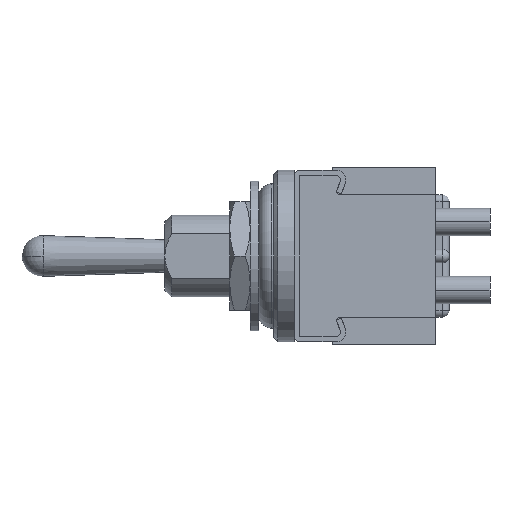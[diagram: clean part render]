
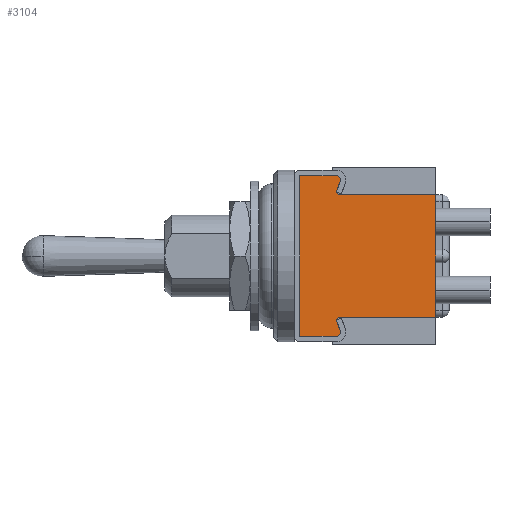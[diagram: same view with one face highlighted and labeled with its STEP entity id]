
A CAD part, left-side view. The second image highlights one B-rep face of the part: STEP entity #3104.
In plain terms, the highlighted planar face has unit normal (-1, 0, 0).
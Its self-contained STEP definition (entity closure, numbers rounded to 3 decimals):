
#135 = VERTEX_POINT ( 'NONE', #6128 ) ;
#157 = ORIENTED_EDGE ( 'NONE', *, *, #3093, .T. ) ;
#332 = LINE ( 'NONE', #5296, #5331 ) ;
#449 = EDGE_CURVE ( 'NONE', #5312, #135, #5732, .T. ) ;
#471 = VERTEX_POINT ( 'NONE', #8635 ) ;
#718 = ORIENTED_EDGE ( 'NONE', *, *, #3930, .T. ) ;
#975 = VERTEX_POINT ( 'NONE', #4230 ) ;
#1166 = FACE_OUTER_BOUND ( 'NONE', #8986, .T. ) ;
#1203 = ORIENTED_EDGE ( 'NONE', *, *, #2697, .F. ) ;
#1286 = LINE ( 'NONE', #1894, #4514 ) ;
#1331 = CARTESIAN_POINT ( 'NONE',  ( -7.4, 10., -5.9 ) ) ;
#1384 = LINE ( 'NONE', #3646, #4518 ) ;
#1487 = DIRECTION ( 'NONE',  ( 0., 0.329, 0.944 ) ) ;
#1593 = CARTESIAN_POINT ( 'NONE',  ( -7.4, 7.3, 5.9 ) ) ;
#1753 = AXIS2_PLACEMENT_3D ( 'NONE', #6767, #8121, #8798 ) ;
#1805 = CARTESIAN_POINT ( 'NONE',  ( -7.4, 7.3, -4.689 ) ) ;
#1894 = CARTESIAN_POINT ( 'NONE',  ( -7.4, 10., 5.9 ) ) ;
#1904 = EDGE_CURVE ( 'NONE', #6463, #5312, #1286, .T. ) ;
#1981 = DIRECTION ( 'NONE',  ( 0., -1., 0. ) ) ;
#2176 = ORIENTED_EDGE ( 'NONE', *, *, #4578, .T. ) ;
#2280 = ORIENTED_EDGE ( 'NONE', *, *, #5674, .F. ) ;
#2526 = CARTESIAN_POINT ( 'NONE',  ( -7.4, 0., 4.5 ) ) ;
#2571 = CARTESIAN_POINT ( 'NONE',  ( -7.4, 7.166, -4.5 ) ) ;
#2697 = EDGE_CURVE ( 'NONE', #3511, #8535, #2878, .T. ) ;
#2874 = CARTESIAN_POINT ( 'NONE',  ( -7.4, 7.166, 4.5 ) ) ;
#2878 = LINE ( 'NONE', #3543, #6597 ) ;
#3093 = EDGE_CURVE ( 'NONE', #8305, #8535, #3732, .T. ) ;
#3104 = ADVANCED_FACE ( 'NONE', ( #1166 ), #6065, .F. ) ;
#3119 = DIRECTION ( 'NONE',  ( 0., -0.579, -0.815 ) ) ;
#3232 = CARTESIAN_POINT ( 'NONE',  ( -7.4, 7.166, -4.5 ) ) ;
#3404 = LINE ( 'NONE', #6981, #3832 ) ;
#3459 = ORIENTED_EDGE ( 'NONE', *, *, #8745, .T. ) ;
#3511 = VERTEX_POINT ( 'NONE', #2526 ) ;
#3543 = CARTESIAN_POINT ( 'NONE',  ( -7.4, 0., 4.5 ) ) ;
#3592 = CARTESIAN_POINT ( 'NONE',  ( -7.4, 7.3, 5.6 ) ) ;
#3627 = DIRECTION ( 'NONE',  ( 0., -1., 0. ) ) ;
#3646 = CARTESIAN_POINT ( 'NONE',  ( -7.4, 10., 5.9 ) ) ;
#3685 = ORIENTED_EDGE ( 'NONE', *, *, #7498, .F. ) ;
#3732 = LINE ( 'NONE', #2571, #5058 ) ;
#3832 = VECTOR ( 'NONE', #1487, 1000. ) ;
#3930 = EDGE_CURVE ( 'NONE', #8333, #8956, #3404, .T. ) ;
#4035 = CARTESIAN_POINT ( 'NONE',  ( -7.4, 7.3, 5.6 ) ) ;
#4230 = CARTESIAN_POINT ( 'NONE',  ( -7.4, 7.3, -5.9 ) ) ;
#4239 = CARTESIAN_POINT ( 'NONE',  ( -7.4, 7.166, 4.5 ) ) ;
#4262 = EDGE_CURVE ( 'NONE', #8956, #8305, #4648, .T. ) ;
#4279 = DIRECTION ( 'NONE',  ( 0., 0., -1. ) ) ;
#4432 = VERTEX_POINT ( 'NONE', #4239 ) ;
#4514 = VECTOR ( 'NONE', #7471, 1000. ) ;
#4518 = VECTOR ( 'NONE', #7819, 1000. ) ;
#4530 = DIRECTION ( 'NONE',  ( 0., -1., 0. ) ) ;
#4578 = EDGE_CURVE ( 'NONE', #8866, #975, #5918, .T. ) ;
#4647 = VECTOR ( 'NONE', #7300, 1000. ) ;
#4648 = LINE ( 'NONE', #1805, #5080 ) ;
#4677 = ORIENTED_EDGE ( 'NONE', *, *, #5491, .F. ) ;
#4730 = DIRECTION ( 'NONE',  ( 0., 0., -1. ) ) ;
#4939 = ORIENTED_EDGE ( 'NONE', *, *, #449, .F. ) ;
#5009 = ORIENTED_EDGE ( 'NONE', *, *, #6444, .F. ) ;
#5058 = VECTOR ( 'NONE', #1981, 1000. ) ;
#5059 = DIRECTION ( 'NONE',  ( 1., 0., 0. ) ) ;
#5080 = VECTOR ( 'NONE', #8802, 1000. ) ;
#5296 = CARTESIAN_POINT ( 'NONE',  ( -7.4, 7.3, 4.689 ) ) ;
#5312 = VERTEX_POINT ( 'NONE', #1593 ) ;
#5331 = VECTOR ( 'NONE', #3119, 1000. ) ;
#5491 = EDGE_CURVE ( 'NONE', #471, #4432, #332, .T. ) ;
#5674 = EDGE_CURVE ( 'NONE', #4432, #3511, #6956, .T. ) ;
#5732 = CIRCLE ( 'NONE', #6252, 0.3 ) ;
#5811 = VECTOR ( 'NONE', #4530, 1000. ) ;
#5865 = ORIENTED_EDGE ( 'NONE', *, *, #1904, .F. ) ;
#5918 = LINE ( 'NONE', #7350, #5811 ) ;
#6065 = PLANE ( 'NONE',  #7696 ) ;
#6128 = CARTESIAN_POINT ( 'NONE',  ( -7.4, 7.017, 5.501 ) ) ;
#6222 = CARTESIAN_POINT ( 'NONE',  ( -7.4, 7.3, -4.689 ) ) ;
#6252 = AXIS2_PLACEMENT_3D ( 'NONE', #3592, #5059, #7180 ) ;
#6278 = VECTOR ( 'NONE', #3627, 1000. ) ;
#6444 = EDGE_CURVE ( 'NONE', #135, #471, #7821, .T. ) ;
#6463 = VERTEX_POINT ( 'NONE', #8013 ) ;
#6586 = CARTESIAN_POINT ( 'NONE',  ( -7.4, 7.017, 5.501 ) ) ;
#6597 = VECTOR ( 'NONE', #4279, 1000. ) ;
#6767 = CARTESIAN_POINT ( 'NONE',  ( -7.4, 7.3, -5.6 ) ) ;
#6956 = LINE ( 'NONE', #2874, #6278 ) ;
#6981 = CARTESIAN_POINT ( 'NONE',  ( -7.4, 7.017, -5.501 ) ) ;
#7016 = CARTESIAN_POINT ( 'NONE',  ( -7.4, 0., -4.5 ) ) ;
#7180 = DIRECTION ( 'NONE',  ( 0., 0., -1. ) ) ;
#7300 = DIRECTION ( 'NONE',  ( 0., 0.329, -0.944 ) ) ;
#7350 = CARTESIAN_POINT ( 'NONE',  ( -7.4, 10., -5.9 ) ) ;
#7471 = DIRECTION ( 'NONE',  ( 0., -1., 0. ) ) ;
#7498 = EDGE_CURVE ( 'NONE', #8866, #6463, #1384, .T. ) ;
#7696 = AXIS2_PLACEMENT_3D ( 'NONE', #4035, #8272, #4730 ) ;
#7819 = DIRECTION ( 'NONE',  ( 0., 0., 1. ) ) ;
#7821 = LINE ( 'NONE', #6586, #4647 ) ;
#8013 = CARTESIAN_POINT ( 'NONE',  ( -7.4, 10., 5.9 ) ) ;
#8121 = DIRECTION ( 'NONE',  ( -1., 0., 0. ) ) ;
#8236 = CARTESIAN_POINT ( 'NONE',  ( -7.4, 7.017, -5.501 ) ) ;
#8272 = DIRECTION ( 'NONE',  ( 1., 0., 0. ) ) ;
#8305 = VERTEX_POINT ( 'NONE', #3232 ) ;
#8333 = VERTEX_POINT ( 'NONE', #8236 ) ;
#8410 = CIRCLE ( 'NONE', #1753, 0.3 ) ;
#8535 = VERTEX_POINT ( 'NONE', #7016 ) ;
#8635 = CARTESIAN_POINT ( 'NONE',  ( -7.4, 7.3, 4.689 ) ) ;
#8745 = EDGE_CURVE ( 'NONE', #975, #8333, #8410, .T. ) ;
#8798 = DIRECTION ( 'NONE',  ( 0., 0., 1. ) ) ;
#8802 = DIRECTION ( 'NONE',  ( 0., -0.579, 0.815 ) ) ;
#8866 = VERTEX_POINT ( 'NONE', #1331 ) ;
#8956 = VERTEX_POINT ( 'NONE', #6222 ) ;
#8970 = ORIENTED_EDGE ( 'NONE', *, *, #4262, .T. ) ;
#8986 = EDGE_LOOP ( 'NONE', ( #5865, #3685, #2176, #3459, #718, #8970, #157, #1203, #2280, #4677, #5009, #4939 ) ) ;
